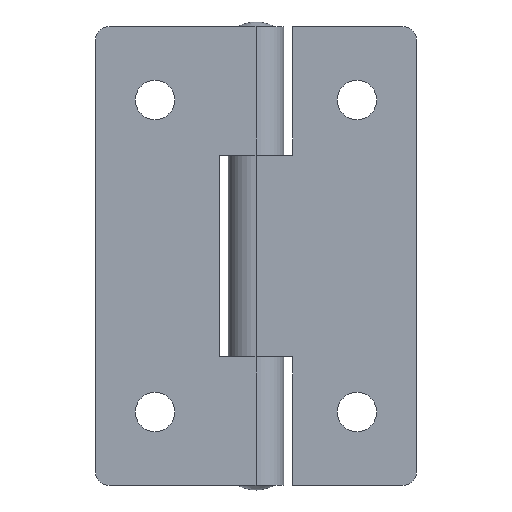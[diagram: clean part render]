
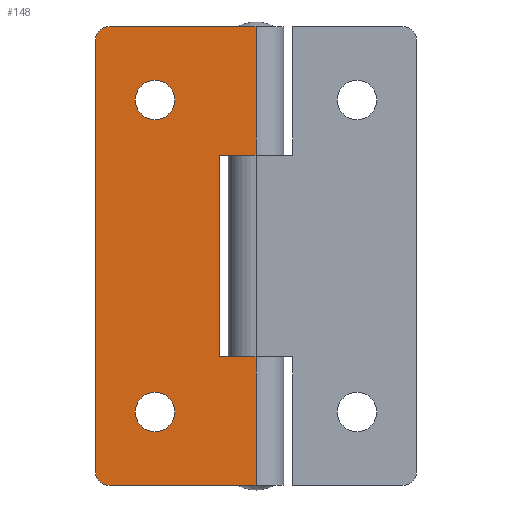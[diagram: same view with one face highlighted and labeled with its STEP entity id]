
A CAD part, front view. The second image highlights one B-rep face of the part: STEP entity #148.
In plain terms, the highlighted planar face has unit normal (0, -1, 0).
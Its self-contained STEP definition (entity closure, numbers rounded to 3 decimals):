
#20 = ORIENTED_EDGE ( 'NONE', *, *, #27, .T. ) ;
#21 = ORIENTED_EDGE ( 'NONE', *, *, #69, .T. ) ;
#22 = ORIENTED_EDGE ( 'NONE', *, *, #84, .F. ) ;
#24 = ORIENTED_EDGE ( 'NONE', *, *, #26, .T. ) ;
#25 = ORIENTED_EDGE ( 'NONE', *, *, #129, .T. ) ;
#26 = EDGE_CURVE ( 'NONE', #123, #67, #632, .T. ) ;
#27 = EDGE_CURVE ( 'NONE', #89, #128, #627, .T. ) ;
#34 = ORIENTED_EDGE ( 'NONE', *, *, #37, .T. ) ;
#35 = VERTEX_POINT ( 'NONE', #611 ) ;
#36 = ORIENTED_EDGE ( 'NONE', *, *, #81, .F. ) ;
#37 = EDGE_CURVE ( 'NONE', #35, #86, #610, .T. ) ;
#38 = ORIENTED_EDGE ( 'NONE', *, *, #39, .T. ) ;
#39 = EDGE_CURVE ( 'NONE', #153, #35, #606, .T. ) ;
#65 = VERTEX_POINT ( 'NONE', #693 ) ;
#66 = VERTEX_POINT ( 'NONE', #692 ) ;
#67 = VERTEX_POINT ( 'NONE', #691 ) ;
#69 = EDGE_CURVE ( 'NONE', #67, #65, #690, .T. ) ;
#81 = EDGE_CURVE ( 'NONE', #254, #86, #728, .T. ) ;
#84 = EDGE_CURVE ( 'NONE', #89, #254, #724, .T. ) ;
#86 = VERTEX_POINT ( 'NONE', #720 ) ;
#89 = VERTEX_POINT ( 'NONE', #719 ) ;
#110 = EDGE_CURVE ( 'NONE', #66, #65, #761, .T. ) ;
#123 = VERTEX_POINT ( 'NONE', #735 ) ;
#128 = VERTEX_POINT ( 'NONE', #729 ) ;
#129 = EDGE_CURVE ( 'NONE', #128, #123, #794, .T. ) ;
#137 = ORIENTED_EDGE ( 'NONE', *, *, #142, .T. ) ;
#139 = ORIENTED_EDGE ( 'NONE', *, *, #165, .T. ) ;
#140 = EDGE_LOOP ( 'NONE', ( #22, #20, #25, #24, #21, #156, #155, #38, #34, #36 ) ) ;
#142 = EDGE_CURVE ( 'NONE', #163, #161, #775, .T. ) ;
#143 = EDGE_LOOP ( 'NONE', ( #137, #139 ) ) ;
#144 = EDGE_CURVE ( 'NONE', #291, #294, #769, .T. ) ;
#145 = ORIENTED_EDGE ( 'NONE', *, *, #144, .T. ) ;
#146 = ORIENTED_EDGE ( 'NONE', *, *, #293, .T. ) ;
#147 = EDGE_LOOP ( 'NONE', ( #145, #146 ) ) ;
#148 = ADVANCED_FACE ( 'NONE', ( #764, #763, #762 ), #770, .F. ) ;
#153 = VERTEX_POINT ( 'NONE', #813 ) ;
#154 = EDGE_CURVE ( 'NONE', #66, #153, #812, .T. ) ;
#155 = ORIENTED_EDGE ( 'NONE', *, *, #154, .T. ) ;
#156 = ORIENTED_EDGE ( 'NONE', *, *, #110, .F. ) ;
#161 = VERTEX_POINT ( 'NONE', #808 ) ;
#163 = VERTEX_POINT ( 'NONE', #807 ) ;
#165 = EDGE_CURVE ( 'NONE', #161, #163, #805, .T. ) ;
#254 = VERTEX_POINT ( 'NONE', #1004 ) ;
#291 = VERTEX_POINT ( 'NONE', #1065 ) ;
#293 = EDGE_CURVE ( 'NONE', #294, #291, #1060, .T. ) ;
#294 = VERTEX_POINT ( 'NONE', #1055 ) ;
#603 = DIRECTION ( 'NONE',  ( 0., 0., 1. ) ) ;
#604 = VECTOR ( 'NONE', #603, 1000. ) ;
#605 = CARTESIAN_POINT ( 'NONE',  ( -4., -3., 25. ) ) ;
#606 = LINE ( 'NONE', #605, #604 ) ;
#607 = DIRECTION ( 'NONE',  ( 1., 0., 0. ) ) ;
#608 = VECTOR ( 'NONE', #607, 1000. ) ;
#609 = CARTESIAN_POINT ( 'NONE',  ( 0., -3., 11. ) ) ;
#610 = LINE ( 'NONE', #609, #608 ) ;
#611 = CARTESIAN_POINT ( 'NONE',  ( -4., -3., 11. ) ) ;
#623 = DIRECTION ( 'NONE',  ( -1., 0., 0. ) ) ;
#624 = DIRECTION ( 'NONE',  ( 0., -1., 0. ) ) ;
#625 = CARTESIAN_POINT ( 'NONE',  ( -16., -3., 23.5 ) ) ;
#626 = AXIS2_PLACEMENT_3D ( 'NONE', #625, #624, #623 ) ;
#627 = CIRCLE ( 'NONE', #626, 1.5 ) ;
#628 = DIRECTION ( 'NONE',  ( -1., 0., 0. ) ) ;
#629 = DIRECTION ( 'NONE',  ( 0., -1., 0. ) ) ;
#630 = CARTESIAN_POINT ( 'NONE',  ( -16., -3., -23.5 ) ) ;
#631 = AXIS2_PLACEMENT_3D ( 'NONE', #630, #629, #628 ) ;
#632 = CIRCLE ( 'NONE', #631, 1.5 ) ;
#687 = DIRECTION ( 'NONE',  ( 1., 0., 0. ) ) ;
#688 = VECTOR ( 'NONE', #687, 1000. ) ;
#689 = CARTESIAN_POINT ( 'NONE',  ( 0., -3., -25. ) ) ;
#690 = LINE ( 'NONE', #689, #688 ) ;
#691 = CARTESIAN_POINT ( 'NONE',  ( -16., -3., -25. ) ) ;
#692 = CARTESIAN_POINT ( 'NONE',  ( 0., -3., -11. ) ) ;
#693 = CARTESIAN_POINT ( 'NONE',  ( 0., -3., -25. ) ) ;
#719 = CARTESIAN_POINT ( 'NONE',  ( -16., -3., 25. ) ) ;
#720 = CARTESIAN_POINT ( 'NONE',  ( 0., -3., 11. ) ) ;
#721 = DIRECTION ( 'NONE',  ( 1., 0., 0. ) ) ;
#722 = VECTOR ( 'NONE', #721, 1000. ) ;
#723 = CARTESIAN_POINT ( 'NONE',  ( 0., -3., 25. ) ) ;
#724 = LINE ( 'NONE', #723, #722 ) ;
#725 = DIRECTION ( 'NONE',  ( 0., 0., -1. ) ) ;
#726 = VECTOR ( 'NONE', #725, 1000. ) ;
#727 = CARTESIAN_POINT ( 'NONE',  ( 0., -3., 25. ) ) ;
#728 = LINE ( 'NONE', #727, #726 ) ;
#729 = CARTESIAN_POINT ( 'NONE',  ( -17.5, -3., 23.5 ) ) ;
#735 = CARTESIAN_POINT ( 'NONE',  ( -17.5, -3., -23.5 ) ) ;
#752 = DIRECTION ( 'NONE',  ( 0., 0., -1. ) ) ;
#754 = VECTOR ( 'NONE', #752, 1000. ) ;
#755 = CARTESIAN_POINT ( 'NONE',  ( 0., -3., 25. ) ) ;
#761 = LINE ( 'NONE', #755, #754 ) ;
#762 = FACE_OUTER_BOUND ( 'NONE', #140, .T. ) ;
#763 = FACE_BOUND ( 'NONE', #143, .T. ) ;
#764 = FACE_BOUND ( 'NONE', #147, .T. ) ;
#765 = DIRECTION ( 'NONE',  ( -1., 0., 0. ) ) ;
#766 = DIRECTION ( 'NONE',  ( 0., 1., 0. ) ) ;
#767 = CARTESIAN_POINT ( 'NONE',  ( -11., -3., 17. ) ) ;
#768 = AXIS2_PLACEMENT_3D ( 'NONE', #767, #766, #765 ) ;
#769 = CIRCLE ( 'NONE', #768, 2.15 ) ;
#770 = PLANE ( 'NONE',  #825 ) ;
#771 = DIRECTION ( 'NONE',  ( -1., 0., 0. ) ) ;
#772 = DIRECTION ( 'NONE',  ( 0., 1., 0. ) ) ;
#773 = CARTESIAN_POINT ( 'NONE',  ( -11., -3., -17. ) ) ;
#774 = AXIS2_PLACEMENT_3D ( 'NONE', #773, #772, #771 ) ;
#775 = CIRCLE ( 'NONE', #774, 2.15 ) ;
#791 = DIRECTION ( 'NONE',  ( 0., 0., -1. ) ) ;
#792 = VECTOR ( 'NONE', #791, 1000. ) ;
#793 = CARTESIAN_POINT ( 'NONE',  ( -17.5, -3., 25. ) ) ;
#794 = LINE ( 'NONE', #793, #792 ) ;
#801 = DIRECTION ( 'NONE',  ( -1., 0., 0. ) ) ;
#802 = DIRECTION ( 'NONE',  ( 0., 1., 0. ) ) ;
#803 = CARTESIAN_POINT ( 'NONE',  ( -11., -3., -17. ) ) ;
#804 = AXIS2_PLACEMENT_3D ( 'NONE', #803, #802, #801 ) ;
#805 = CIRCLE ( 'NONE', #804, 2.15 ) ;
#807 = CARTESIAN_POINT ( 'NONE',  ( -13.15, -3., -17. ) ) ;
#808 = CARTESIAN_POINT ( 'NONE',  ( -8.85, -3., -17. ) ) ;
#809 = DIRECTION ( 'NONE',  ( -1., 0., 0. ) ) ;
#810 = VECTOR ( 'NONE', #809, 1000. ) ;
#811 = CARTESIAN_POINT ( 'NONE',  ( 0., -3., -11. ) ) ;
#812 = LINE ( 'NONE', #811, #810 ) ;
#813 = CARTESIAN_POINT ( 'NONE',  ( -4., -3., -11. ) ) ;
#822 = DIRECTION ( 'NONE',  ( -1., 0., 0. ) ) ;
#823 = DIRECTION ( 'NONE',  ( 0., 1., 0. ) ) ;
#824 = CARTESIAN_POINT ( 'NONE',  ( 0., -3., 25. ) ) ;
#825 = AXIS2_PLACEMENT_3D ( 'NONE', #824, #823, #822 ) ;
#1004 = CARTESIAN_POINT ( 'NONE',  ( 0., -3., 25. ) ) ;
#1055 = CARTESIAN_POINT ( 'NONE',  ( -8.85, -3., 17. ) ) ;
#1056 = DIRECTION ( 'NONE',  ( -1., 0., 0. ) ) ;
#1057 = DIRECTION ( 'NONE',  ( 0., 1., 0. ) ) ;
#1058 = CARTESIAN_POINT ( 'NONE',  ( -11., -3., 17. ) ) ;
#1059 = AXIS2_PLACEMENT_3D ( 'NONE', #1058, #1057, #1056 ) ;
#1060 = CIRCLE ( 'NONE', #1059, 2.15 ) ;
#1065 = CARTESIAN_POINT ( 'NONE',  ( -13.15, -3., 17. ) ) ;
